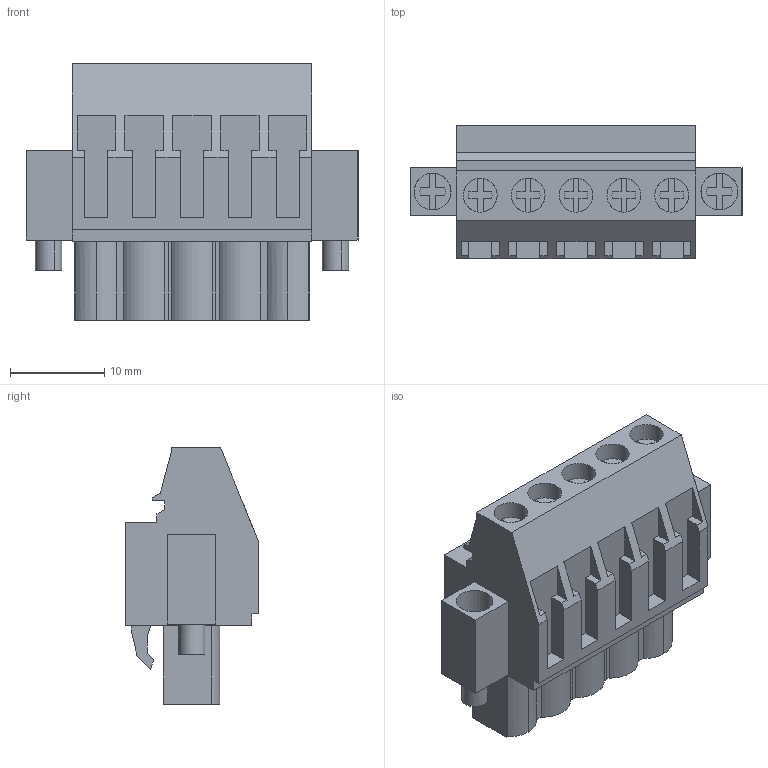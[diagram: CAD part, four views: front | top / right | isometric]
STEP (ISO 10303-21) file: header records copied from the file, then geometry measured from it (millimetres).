
FILE_DESCRIPTION(('CATIA V5 STEP','CAx-IF Rec.Pracs.--- Model Styling and Organization---1.2---2011-12-15'),'2;1');
FILE_NAME ('7246758_2_1949830000_1949830000.stp','2017-09-09T11:01:39+00:00',('none'),('Weidmueller'),'CATIA Version 5-6 Release 2014','CATIA V5 STEP AP214','none');
FILE_SCHEMA(('AUTOMOTIVE_DESIGN { 1 0 10303 214 1 1 1 1 }'));
Length unit declared in the file: millimetre
Products named in the file (1): 1949830000
Bounding box: 35.2 x 14.1 x 27.2 mm (x, y, z)
Volume: 6217.1 mm3; surface area: 4420.6 mm2
Topology: 8 solids, 8 shells, 409 faces, 1110 edges, 746 vertices
Faces by surface type: plane 342, cylinder 63, extrusion 4
Entity records: 12464 total; most frequent: CARTESIAN_POINT 2437, ORIENTED_EDGE 2220, DIRECTION 1744, EDGE_CURVE 1110, VECTOR 952, LINE 948, VERTEX_POINT 746, AXIS2_PLACEMENT_3D 460
